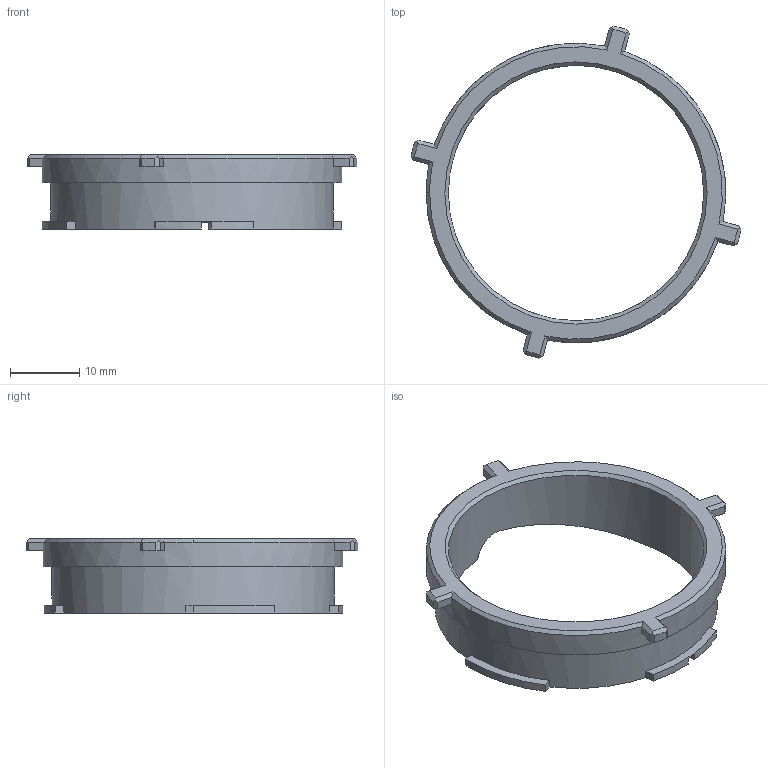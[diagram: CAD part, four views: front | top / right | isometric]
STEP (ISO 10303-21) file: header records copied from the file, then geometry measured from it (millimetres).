
FILE_DESCRIPTION(('HOOPS Exchange Step'),'2;1');
FILE_NAME('temp_export','2023-06-27T15:24:27-04:00',('gmoua'),('Shapr3D Limited'),'HOOPS Exchange 2022.2','Shapr3D','Authorized');
FILE_SCHEMA( ('AUTOMOTIVE_DESIGN { 1 0 10303 214 1 1 1 1 }') );
Length unit declared in the file: millimetre
Products named in the file (1): Leica M Flange
Bounding box: 47.81 x 48.1 x 10.75 mm (x, y, z)
Volume: 3222.4 mm3; surface area: 3534.5 mm2
Topology: 1 solids, 1 shells, 71 faces, 203 edges, 134 vertices
Faces by surface type: plane 48, cylinder 13, cone 10
Full cylindrical faces by diameter (mm): 37 x1, 40.9 x1, 43.4 x1
Entity records: 2447 total; most frequent: CARTESIAN_POINT 550, ORIENTED_EDGE 406, DIRECTION 386, EDGE_CURVE 203, AXIS2_PLACEMENT_3D 137, VERTEX_POINT 134, VECTOR 112, LINE 112
